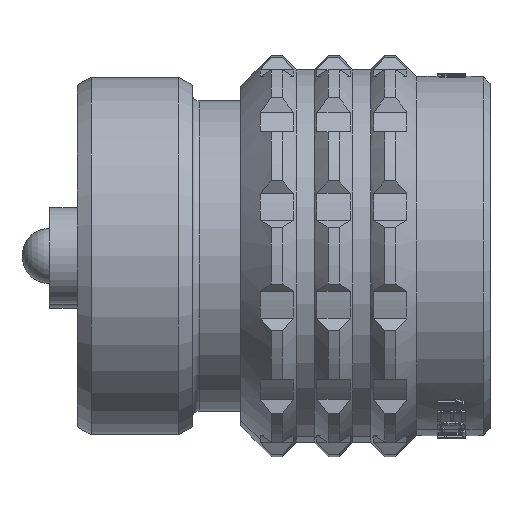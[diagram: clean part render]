
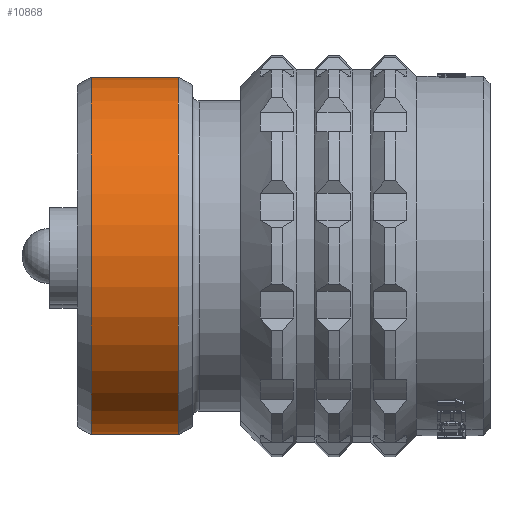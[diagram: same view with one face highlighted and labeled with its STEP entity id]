
A CAD part, top view. The second image highlights one B-rep face of the part: STEP entity #10868.
In plain terms, the highlighted cylindrical face has radius 12.925 mm (diameter 25.85 mm), a partial arc.
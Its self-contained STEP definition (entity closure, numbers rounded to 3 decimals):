
#2852=CARTESIAN_POINT('',(1.,0.,0.));
#2853=DIRECTION('',(1.,0.,0.));
#2854=DIRECTION('',(0.,1.,0.));
#2855=AXIS2_PLACEMENT_3D('',#2852,#2853,#2854);
#2857=CARTESIAN_POINT('',(7.3,0.,0.));
#2858=DIRECTION('',(1.,0.,0.));
#2859=DIRECTION('',(0.,1.,0.));
#2860=AXIS2_PLACEMENT_3D('',#2857,#2858,#2859);
#2862=DIRECTION('',(-1.,0.,0.));
#2863=VECTOR('',#2862,6.3);
#2864=CARTESIAN_POINT('',(7.3,12.925,0.));
#2865=LINE('822',#2864,#2863);
#2866=DIRECTION('',(-1.,0.,0.));
#2867=VECTOR('',#2866,6.3);
#2868=CARTESIAN_POINT('',(7.3,-12.925,0.));
#2869=LINE('828',#2868,#2867);
#8205=CARTESIAN_POINT('',(7.3,12.925,0.));
#8207=VERTEX_POINT('',#8205);
#8208=CARTESIAN_POINT('',(1.,12.925,0.));
#8209=VERTEX_POINT('',#8208);
#8223=CARTESIAN_POINT('',(7.3,-12.925,0.));
#8225=VERTEX_POINT('',#8223);
#8226=CARTESIAN_POINT('',(1.,-12.925,0.));
#8227=VERTEX_POINT('',#8226);
#10854=CARTESIAN_POINT('',(-1.49,0.,0.));
#10855=DIRECTION('',(1.,0.,0.));
#10856=DIRECTION('',(0.,-1.,0.));
#10857=AXIS2_PLACEMENT_3D('',#10854,#10855,#10856);
#10858=CYLINDRICAL_SURFACE('276',#10857,12.925);
#10860=ORIENTED_EDGE('822',*,*,#10859,.F.);
#10862=ORIENTED_EDGE('840',*,*,#10861,.T.);
#10864=ORIENTED_EDGE('828',*,*,#10863,.T.);
#10865=ORIENTED_EDGE('841',*,*,#10840,.F.);
#10866=EDGE_LOOP('276',(#10860,#10862,#10864,#10865));
#10867=FACE_OUTER_BOUND('276',#10866,.F.);
#2856=CIRCLE('841',#2855,12.925);
#2861=CIRCLE('840',#2860,12.925);
#10840=EDGE_CURVE('841',#8209,#8227,#2856,.T.);
#10859=EDGE_CURVE('822',#8207,#8209,#2865,.T.);
#10861=EDGE_CURVE('840',#8207,#8225,#2861,.T.);
#10863=EDGE_CURVE('828',#8225,#8227,#2869,.T.);
#10868=ADVANCED_FACE('276',(#10867),#10858,.T.);
